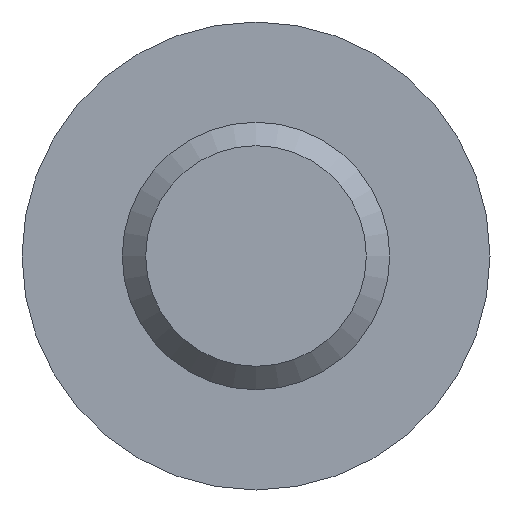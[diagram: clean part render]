
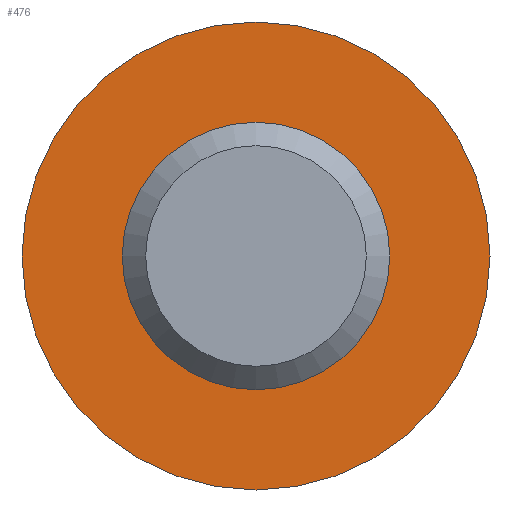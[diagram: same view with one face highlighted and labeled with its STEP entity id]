
A CAD part, front view. The second image highlights one B-rep face of the part: STEP entity #476.
In plain terms, the highlighted planar face has unit normal (0, -1, 0).
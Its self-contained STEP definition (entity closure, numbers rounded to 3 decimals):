
#3 = ORIENTED_EDGE ( 'NONE', *, *, #280, .F. ) ;
#15 = CARTESIAN_POINT ( 'NONE',  ( 0., 50., 0. ) ) ;
#29 = DIRECTION ( 'NONE',  ( 0., 1., 0. ) ) ;
#67 = VERTEX_POINT ( 'NONE', #185 ) ;
#76 = DIRECTION ( 'NONE',  ( 0., 0., 1. ) ) ;
#117 = PLANE ( 'NONE',  #205 ) ;
#145 = DIRECTION ( 'NONE',  ( 0., 0., -1. ) ) ;
#185 = CARTESIAN_POINT ( 'NONE',  ( 0., 50., -2. ) ) ;
#199 = DIRECTION ( 'NONE',  ( 0., -1., 0. ) ) ;
#201 = EDGE_CURVE ( 'NONE', #457, #457, #342, .T. ) ;
#205 = AXIS2_PLACEMENT_3D ( 'NONE', #451, #29, #76 ) ;
#225 = EDGE_LOOP ( 'NONE', ( #3 ) ) ;
#247 = CIRCLE ( 'NONE', #455, 2. ) ;
#270 = CARTESIAN_POINT ( 'NONE',  ( 0., 50., -3.5 ) ) ;
#280 = EDGE_CURVE ( 'NONE', #67, #67, #247, .T. ) ;
#307 = ORIENTED_EDGE ( 'NONE', *, *, #201, .T. ) ;
#314 = CARTESIAN_POINT ( 'NONE',  ( 0., 50., 0. ) ) ;
#317 = AXIS2_PLACEMENT_3D ( 'NONE', #314, #199, #368 ) ;
#342 = CIRCLE ( 'NONE', #317, 3.5 ) ;
#354 = EDGE_LOOP ( 'NONE', ( #307 ) ) ;
#368 = DIRECTION ( 'NONE',  ( 0., 0., -1. ) ) ;
#377 = FACE_BOUND ( 'NONE', #225, .T. ) ;
#451 = CARTESIAN_POINT ( 'NONE',  ( -2., 50., 0. ) ) ;
#455 = AXIS2_PLACEMENT_3D ( 'NONE', #15, #516, #145 ) ;
#457 = VERTEX_POINT ( 'NONE', #270 ) ;
#476 = ADVANCED_FACE ( 'NONE', ( #377, #491 ), #117, .F. ) ;
#491 = FACE_OUTER_BOUND ( 'NONE', #354, .T. ) ;
#516 = DIRECTION ( 'NONE',  ( 0., -1., 0. ) ) ;
